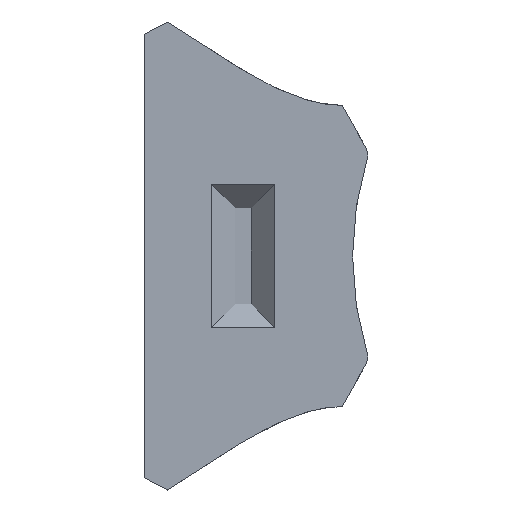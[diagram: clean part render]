
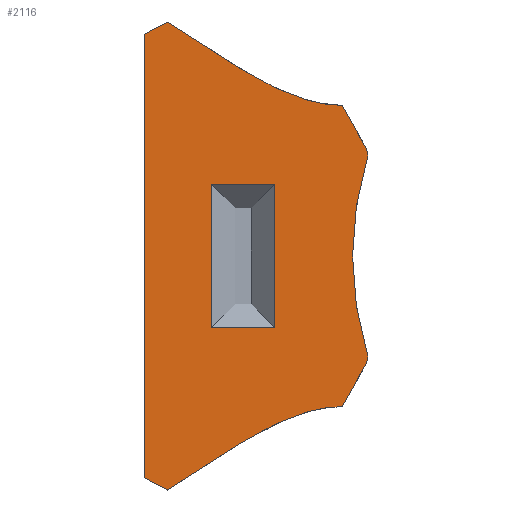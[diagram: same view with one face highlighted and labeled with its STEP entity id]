
A CAD part, top view. The second image highlights one B-rep face of the part: STEP entity #2116.
In plain terms, the highlighted planar face has unit normal (0, 0, 1).
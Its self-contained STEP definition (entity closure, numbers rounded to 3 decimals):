
#1114=CARTESIAN_POINT('',(-55.582,-5.89,1.23));
#1115=VERTEX_POINT('',#1114);
#1139=CARTESIAN_POINT('',(-55.443,-5.366,1.23));
#1140=VERTEX_POINT('',#1139);
#1147=CARTESIAN_POINT('',(-56.531,-5.358,1.23));
#1148=DIRECTION('',(0.,0.,1.));
#1149=DIRECTION('',(1.,0.,-0.));
#1150=AXIS2_PLACEMENT_3D('',#1147,#1148,#1149);
#1151=CIRCLE('',#1150,1.088);
#1152=EDGE_CURVE('',#1115,#1140,#1151,.T.);
#1181=CARTESIAN_POINT('',(-55.582,5.89,1.23));
#1182=VERTEX_POINT('',#1181);
#1189=CARTESIAN_POINT('',(-55.443,5.366,1.23));
#1190=VERTEX_POINT('',#1189);
#1191=CARTESIAN_POINT('',(-56.531,5.358,1.23));
#1192=DIRECTION('',(0.,0.,1.));
#1193=DIRECTION('',(1.,0.,-0.));
#1194=AXIS2_PLACEMENT_3D('',#1191,#1192,#1193);
#1195=CIRCLE('',#1194,1.088);
#1196=EDGE_CURVE('',#1190,#1182,#1195,.T.);
#1262=CARTESIAN_POINT('',(-56.809,-8.08,1.23));
#1263=VERTEX_POINT('',#1262);
#1286=CARTESIAN_POINT('',(-55.582,-5.89,1.23));
#1287=DIRECTION('',(-0.489,-0.872,-0.));
#1288=VECTOR('',#1287,2.511);
#1289=LINE('',#1286,#1288);
#1290=EDGE_CURVE('',#1115,#1263,#1289,.T.);
#1318=CARTESIAN_POINT('',(-56.809,8.08,1.23));
#1319=VERTEX_POINT('',#1318);
#1327=CARTESIAN_POINT('',(-55.582,5.89,1.23));
#1328=DIRECTION('',(-0.489,0.872,0.));
#1329=VECTOR('',#1328,2.511);
#1330=LINE('',#1327,#1329);
#1331=EDGE_CURVE('',#1182,#1319,#1330,.T.);
#1694=CARTESIAN_POINT('',(-67.435,11.91,1.23));
#1695=VERTEX_POINT('',#1694);
#1712=CARTESIAN_POINT('',(-67.435,-11.91,1.23));
#1713=VERTEX_POINT('',#1712);
#1720=CARTESIAN_POINT('',(-67.435,-11.91,1.23));
#1721=DIRECTION('',(0.,1.,0.));
#1722=VECTOR('',#1721,23.82);
#1723=LINE('',#1720,#1722);
#1724=EDGE_CURVE('',#1713,#1695,#1723,.T.);
#1743=CARTESIAN_POINT('',(-66.195,-12.56,1.23));
#1744=VERTEX_POINT('',#1743);
#1752=CARTESIAN_POINT('',(-66.195,-12.56,1.23));
#1753=DIRECTION('',(-0.886,0.464,-0.));
#1754=VECTOR('',#1753,1.4);
#1755=LINE('',#1752,#1754);
#1756=EDGE_CURVE('',#1744,#1713,#1755,.T.);
#1972=CARTESIAN_POINT('',(-66.195,-12.56,1.23));
#1973=CARTESIAN_POINT('',(-65.438,-12.114,1.23));
#1974=CARTESIAN_POINT('',(-64.704,-11.632,1.23));
#1975=CARTESIAN_POINT('',(-63.971,-11.149,1.23));
#1976=CARTESIAN_POINT('',(-63.238,-10.666,1.23));
#1977=CARTESIAN_POINT('',(-62.505,-10.182,1.23));
#1978=CARTESIAN_POINT('',(-61.747,-9.739,1.23));
#1979=CARTESIAN_POINT('',(-61.368,-9.517,1.23));
#1980=CARTESIAN_POINT('',(-60.983,-9.305,1.23));
#1981=CARTESIAN_POINT('',(-60.589,-9.111,1.23));
#1982=CARTESIAN_POINT('',(-60.196,-8.916,1.23));
#1983=CARTESIAN_POINT('',(-59.793,-8.739,1.23));
#1984=CARTESIAN_POINT('',(-59.381,-8.588,1.23));
#1985=CARTESIAN_POINT('',(-58.968,-8.438,1.23));
#1986=CARTESIAN_POINT('',(-58.546,-8.313,1.23));
#1987=CARTESIAN_POINT('',(-58.116,-8.226,1.23));
#1988=CARTESIAN_POINT('',(-57.685,-8.139,1.23));
#1989=CARTESIAN_POINT('',(-57.248,-8.086,1.23));
#1990=CARTESIAN_POINT('',(-56.809,-8.08,1.23));
#1991=B_SPLINE_CURVE_WITH_KNOTS('',3,(#1972,#1973,#1974,#1975,#1976,#1977,#1978,#1979,#1980,#1981,#1982,#1983,#1984,#1985,#1986,#1987,#1988,#1989,#1990),.UNSPECIFIED.,.F.,.F.,(4,3,3,3,3,3,4),(0.,0.003,0.005,0.007,0.008,0.009,0.011),.UNSPECIFIED.);
#1992=EDGE_CURVE('',#1744,#1263,#1991,.T.);
#1997=CARTESIAN_POINT('',(0.,0.,1.23));
#1998=DIRECTION('',(0.,0.,1.));
#1999=DIRECTION('',(1.,0.,0.));
#2000=AXIS2_PLACEMENT_3D('',#1997,#1998,#1999);
#2001=PLANE('',#2000);
#2002=ORIENTED_EDGE('',*,*,#1152,.T.);
#2003=CARTESIAN_POINT('',(-38.089,0.,1.23));
#2004=DIRECTION('',(-0.,-0.,-1.));
#2005=DIRECTION('',(1.,0.,-0.));
#2006=AXIS2_PLACEMENT_3D('',#2003,#2004,#2005);
#2007=CIRCLE('',#2006,18.165);
#2008=EDGE_CURVE('',#1140,#1190,#2007,.T.);
#2009=ORIENTED_EDGE('',*,*,#2008,.T.);
#2010=ORIENTED_EDGE('',*,*,#1196,.T.);
#2011=ORIENTED_EDGE('',*,*,#1331,.T.);
#2012=CARTESIAN_POINT('',(-66.195,12.56,1.23));
#2013=VERTEX_POINT('',#2012);
#2014=CARTESIAN_POINT('',(-66.195,12.56,1.23));
#2015=CARTESIAN_POINT('',(-65.438,12.114,1.23));
#2016=CARTESIAN_POINT('',(-64.704,11.632,1.23));
#2017=CARTESIAN_POINT('',(-63.971,11.149,1.23));
#2018=CARTESIAN_POINT('',(-63.238,10.666,1.23));
#2019=CARTESIAN_POINT('',(-62.505,10.182,1.23));
#2020=CARTESIAN_POINT('',(-61.747,9.739,1.23));
#2021=CARTESIAN_POINT('',(-61.368,9.517,1.23));
#2022=CARTESIAN_POINT('',(-60.983,9.305,1.23));
#2023=CARTESIAN_POINT('',(-60.589,9.111,1.23));
#2024=CARTESIAN_POINT('',(-60.196,8.916,1.23));
#2025=CARTESIAN_POINT('',(-59.793,8.739,1.23));
#2026=CARTESIAN_POINT('',(-59.381,8.588,1.23));
#2027=CARTESIAN_POINT('',(-58.968,8.438,1.23));
#2028=CARTESIAN_POINT('',(-58.546,8.313,1.23));
#2029=CARTESIAN_POINT('',(-58.116,8.226,1.23));
#2030=CARTESIAN_POINT('',(-57.685,8.139,1.23));
#2031=CARTESIAN_POINT('',(-57.248,8.086,1.23));
#2032=CARTESIAN_POINT('',(-56.809,8.08,1.23));
#2033=B_SPLINE_CURVE_WITH_KNOTS('',3,(#2014,#2015,#2016,#2017,#2018,#2019,#2020,#2021,#2022,#2023,#2024,#2025,#2026,#2027,#2028,#2029,#2030,#2031,#2032),.UNSPECIFIED.,.F.,.F.,(4,3,3,3,3,3,4),(0.,0.003,0.005,0.007,0.008,0.009,0.011),.UNSPECIFIED.);
#2034=EDGE_CURVE('',#2013,#1319,#2033,.T.);
#2035=ORIENTED_EDGE('',*,*,#2034,.F.);
#2036=CARTESIAN_POINT('',(-66.195,12.56,1.23));
#2037=DIRECTION('',(-0.886,-0.464,0.));
#2038=VECTOR('',#2037,1.4);
#2039=LINE('',#2036,#2038);
#2040=EDGE_CURVE('',#2013,#1695,#2039,.T.);
#2041=ORIENTED_EDGE('',*,*,#2040,.T.);
#2042=ORIENTED_EDGE('',*,*,#1724,.F.);
#2043=ORIENTED_EDGE('',*,*,#1756,.F.);
#2044=ORIENTED_EDGE('',*,*,#1992,.T.);
#2045=ORIENTED_EDGE('',*,*,#1290,.F.);
#2046=EDGE_LOOP('',(#2002,#2009,#2010,#2011,#2035,#2041,#2042,#2043,#2044,#2045));
#2047=FACE_BOUND('',#2046,.T.);
#2048=CARTESIAN_POINT('',(-63.833,-0.456,1.23));
#2049=VERTEX_POINT('',#2048);
#2050=CARTESIAN_POINT('',(-66.721,-0.456,1.23));
#2051=VERTEX_POINT('',#2050);
#2052=CARTESIAN_POINT('',(-63.833,-0.456,1.23));
#2053=DIRECTION('',(-1.,-0.,0.));
#2054=VECTOR('',#2053,2.887);
#2055=LINE('',#2052,#2054);
#2056=EDGE_CURVE('',#2049,#2051,#2055,.T.);
#2057=ORIENTED_EDGE('',*,*,#2056,.F.);
#2058=CARTESIAN_POINT('',(-63.833,3.85,1.23));
#2059=VERTEX_POINT('',#2058);
#2060=CARTESIAN_POINT('',(-63.833,3.85,1.23));
#2061=DIRECTION('',(0.,-1.,0.));
#2062=VECTOR('',#2061,4.306);
#2063=LINE('',#2060,#2062);
#2064=EDGE_CURVE('',#2059,#2049,#2063,.T.);
#2065=ORIENTED_EDGE('',*,*,#2064,.F.);
#2066=CARTESIAN_POINT('',(-60.422,3.85,1.23));
#2067=VERTEX_POINT('',#2066);
#2068=CARTESIAN_POINT('',(-60.422,3.85,1.23));
#2069=DIRECTION('',(-1.,0.,0.));
#2070=VECTOR('',#2069,3.411);
#2071=LINE('',#2068,#2070);
#2072=EDGE_CURVE('',#2067,#2059,#2071,.T.);
#2073=ORIENTED_EDGE('',*,*,#2072,.F.);
#2074=CARTESIAN_POINT('',(-60.422,-0.456,1.23));
#2075=VERTEX_POINT('',#2074);
#2076=CARTESIAN_POINT('',(-60.422,-0.456,1.23));
#2077=DIRECTION('',(0.,1.,0.));
#2078=VECTOR('',#2077,4.306);
#2079=LINE('',#2076,#2078);
#2080=EDGE_CURVE('',#2075,#2067,#2079,.T.);
#2081=ORIENTED_EDGE('',*,*,#2080,.F.);
#2082=CARTESIAN_POINT('',(-56.864,-0.456,1.23));
#2083=VERTEX_POINT('',#2082);
#2084=CARTESIAN_POINT('',(-56.864,-0.456,1.23));
#2085=DIRECTION('',(-1.,-0.,0.));
#2086=VECTOR('',#2085,3.558);
#2087=LINE('',#2084,#2086);
#2088=EDGE_CURVE('',#2083,#2075,#2087,.T.);
#2089=ORIENTED_EDGE('',*,*,#2088,.F.);
#2090=ORIENTED_EDGE('',*,*,#2088,.T.);
#2091=CARTESIAN_POINT('',(-60.422,-3.85,1.23));
#2092=VERTEX_POINT('',#2091);
#2093=CARTESIAN_POINT('',(-60.422,-3.85,1.23));
#2094=DIRECTION('',(0.,1.,0.));
#2095=VECTOR('',#2094,3.394);
#2096=LINE('',#2093,#2095);
#2097=EDGE_CURVE('',#2092,#2075,#2096,.T.);
#2098=ORIENTED_EDGE('',*,*,#2097,.F.);
#2099=CARTESIAN_POINT('',(-63.833,-3.85,1.23));
#2100=VERTEX_POINT('',#2099);
#2101=CARTESIAN_POINT('',(-63.833,-3.85,1.23));
#2102=DIRECTION('',(1.,0.,-0.));
#2103=VECTOR('',#2102,3.411);
#2104=LINE('',#2101,#2103);
#2105=EDGE_CURVE('',#2100,#2092,#2104,.T.);
#2106=ORIENTED_EDGE('',*,*,#2105,.F.);
#2107=CARTESIAN_POINT('',(-63.833,-0.456,1.23));
#2108=DIRECTION('',(0.,-1.,0.));
#2109=VECTOR('',#2108,3.394);
#2110=LINE('',#2107,#2109);
#2111=EDGE_CURVE('',#2049,#2100,#2110,.T.);
#2112=ORIENTED_EDGE('',*,*,#2111,.F.);
#2113=ORIENTED_EDGE('',*,*,#2056,.T.);
#2114=EDGE_LOOP('',(#2057,#2065,#2073,#2081,#2089,#2090,#2098,#2106,#2112,#2113));
#2115=FACE_BOUND('',#2114,.T.);
#2116=ADVANCED_FACE('',(#2047,#2115),#2001,.T.);
